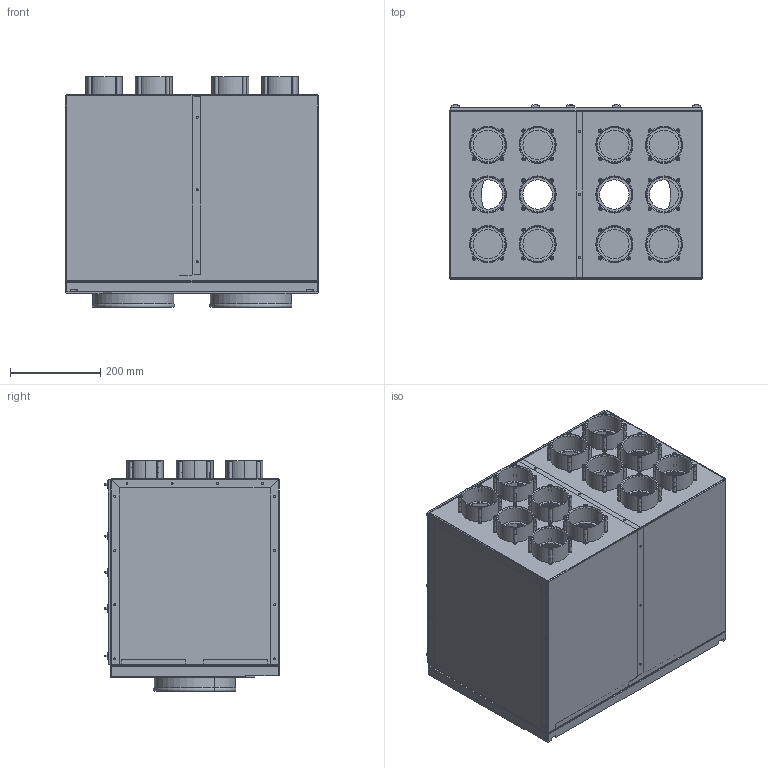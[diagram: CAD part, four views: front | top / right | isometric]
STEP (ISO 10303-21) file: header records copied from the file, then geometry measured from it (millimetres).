
FILE_DESCRIPTION(('CATIA V5 STEP Exchange'),'2;1');
FILE_NAME('VTB-160 12x75.stp','2021-02-24T09:32:52+00:00',('N.N.'),('Hovalwerke AG FL-9490 Vaduz'),'CATIA Version 5-6 Release 2016 SP3 HF4','CATIA V5 STEP AP203','none');
FILE_SCHEMA(('CONFIG_CONTROL_DESIGN'));
Products named in the file (1): 6051800_Verteilbox VTB-160 12x75_13126686_C83_000_00_AllCATPart
Bounding box: 560 x 385.95 x 510 mm (x, y, z)
Volume: 9578768.1 mm3; surface area: 3011786.6 mm2
Topology: 1 solids, 1 shells, 2770 faces, 6619 edges, 4111 vertices
Faces by surface type: cylinder 1312, plane 754, bspline 504, cone 76, revolution 48, sphere 48, torus 28
Entity records: 113876 total; most frequent: CARTESIAN_POINT 58269, ORIENTED_EDGE 13150, DIRECTION 7715, EDGE_CURVE 6575, AXIS2_PLACEMENT_3D 4245, VERTEX_POINT 4115, EDGE_LOOP 3208, CIRCLE 2802
